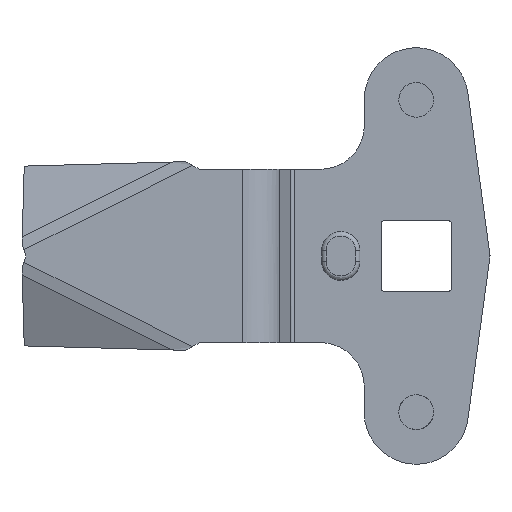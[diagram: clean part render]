
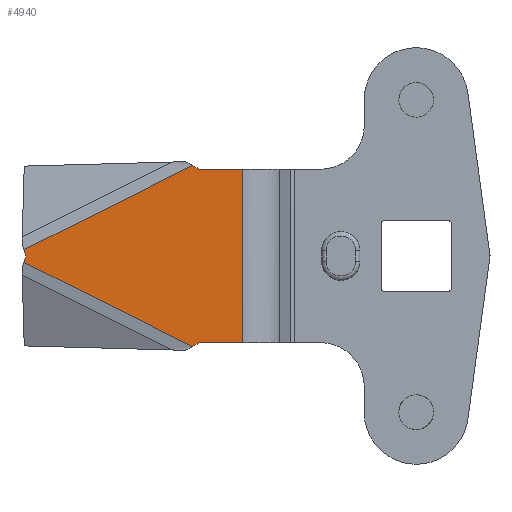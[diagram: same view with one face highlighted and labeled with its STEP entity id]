
A CAD part, front view. The second image highlights one B-rep face of the part: STEP entity #4940.
In plain terms, the highlighted free-form (B-spline) face has degree [1, 1] with [2, 2] control points.
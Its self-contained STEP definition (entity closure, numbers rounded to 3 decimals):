
#2403=CARTESIAN_POINT('',(-20.,-4.,-10.));
#2404=VERTEX_POINT('',#2403);
#2425=CARTESIAN_POINT('',(-20.,-4.,10.));
#2426=VERTEX_POINT('',#2425);
#2440=CARTESIAN_POINT('',(-20.,-4.,-10.));
#2441=CARTESIAN_POINT('',(-20.,-4.,10.));
#2442=QUASI_UNIFORM_CURVE('',1,(#2440,#2441),.UNSPECIFIED.,.F.,.U.);
#2443=EDGE_CURVE('',#2404,#2426,#2442,.T.);
#3638=CARTESIAN_POINT('',(-45.22,-4.,0.719));
#3639=VERTEX_POINT('',#3638);
#3647=CARTESIAN_POINT('',(-25.778,-4.,10.44));
#3648=VERTEX_POINT('',#3647);
#3649=CARTESIAN_POINT('',(-25.778,-4.,10.44));
#3650=CARTESIAN_POINT('',(-45.22,-4.,0.719));
#3651=QUASI_UNIFORM_CURVE('',1,(#3649,#3650),.UNSPECIFIED.,.F.,.U.);
#3652=EDGE_CURVE('',#3648,#3639,#3651,.T.);
#3717=CARTESIAN_POINT('',(-25.778,-4.,-10.44));
#3718=VERTEX_POINT('',#3717);
#3726=CARTESIAN_POINT('',(-45.22,-4.,-0.719));
#3727=VERTEX_POINT('',#3726);
#3728=CARTESIAN_POINT('',(-45.22,-4.,-0.719));
#3729=CARTESIAN_POINT('',(-25.778,-4.,-10.44));
#3730=QUASI_UNIFORM_CURVE('',1,(#3728,#3729),.UNSPECIFIED.,.F.,.U.);
#3731=EDGE_CURVE('',#3727,#3718,#3730,.T.);
#3829=CARTESIAN_POINT('',(-25.,-4.,10.));
#3830=VERTEX_POINT('',#3829);
#3831=CARTESIAN_POINT('',(-25.,-4.,10.));
#3832=CARTESIAN_POINT('',(-25.387,-4.,10.223));
#3833=CARTESIAN_POINT('',(-25.778,-4.,10.44));
#3841=(BOUNDED_CURVE()B_SPLINE_CURVE(2,(#3831,#3832,#3833),.UNSPECIFIED.,.F.,.U.)CURVE()GEOMETRIC_REPRESENTATION_ITEM()QUASI_UNIFORM_CURVE()RATIONAL_B_SPLINE_CURVE((1.0,1.,1.0))REPRESENTATION_ITEM(''));
#3842=EDGE_CURVE('',#3830,#3648,#3841,.T.);
#4104=CARTESIAN_POINT('',(-45.,-4.,0.));
#4105=VERTEX_POINT('',#4104);
#4106=CARTESIAN_POINT('',(-45.22,-4.,-0.719));
#4107=CARTESIAN_POINT('',(-45.111,-4.,-0.359));
#4108=CARTESIAN_POINT('',(-45.,-4.,0.));
#4116=(BOUNDED_CURVE()B_SPLINE_CURVE(2,(#4106,#4107,#4108),.UNSPECIFIED.,.F.,.U.)CURVE()GEOMETRIC_REPRESENTATION_ITEM()QUASI_UNIFORM_CURVE()RATIONAL_B_SPLINE_CURVE((1.0,1.,1.0))REPRESENTATION_ITEM(''));
#4117=EDGE_CURVE('',#3727,#4105,#4116,.T.);
#4143=CARTESIAN_POINT('',(-45.22,-4.,0.719));
#4144=CARTESIAN_POINT('',(-45.111,-4.,0.359));
#4145=CARTESIAN_POINT('',(-45.,-4.,0.));
#4153=(BOUNDED_CURVE()B_SPLINE_CURVE(2,(#4143,#4144,#4145),.UNSPECIFIED.,.F.,.U.)CURVE()GEOMETRIC_REPRESENTATION_ITEM()QUASI_UNIFORM_CURVE()RATIONAL_B_SPLINE_CURVE((1.0,1.,1.0))REPRESENTATION_ITEM(''));
#4154=EDGE_CURVE('',#3639,#4105,#4153,.T.);
#4178=CARTESIAN_POINT('',(-25.,-4.,-10.));
#4179=VERTEX_POINT('',#4178);
#4180=CARTESIAN_POINT('',(-25.778,-4.,-10.44));
#4181=CARTESIAN_POINT('',(-25.387,-4.,-10.223));
#4182=CARTESIAN_POINT('',(-25.,-4.,-10.));
#4190=(BOUNDED_CURVE()B_SPLINE_CURVE(2,(#4180,#4181,#4182),.UNSPECIFIED.,.F.,.U.)CURVE()GEOMETRIC_REPRESENTATION_ITEM()QUASI_UNIFORM_CURVE()RATIONAL_B_SPLINE_CURVE((1.0,1.,1.0))REPRESENTATION_ITEM(''));
#4191=EDGE_CURVE('',#3718,#4179,#4190,.T.);
#4903=CARTESIAN_POINT('',(-20.,-4.,10.));
#4904=CARTESIAN_POINT('',(-25.,-4.,10.));
#4905=QUASI_UNIFORM_CURVE('',1,(#4903,#4904),.UNSPECIFIED.,.F.,.U.);
#4906=EDGE_CURVE('',#2426,#3830,#4905,.T.);
#4920=CARTESIAN_POINT('',(-46.48,-4.,11.483));
#4921=CARTESIAN_POINT('',(-18.74,-4.,11.483));
#4922=CARTESIAN_POINT('',(-46.48,-4.,-11.483));
#4923=CARTESIAN_POINT('',(-18.74,-4.,-11.483));
#4924=B_SPLINE_SURFACE_WITH_KNOTS('',1,1,((#4920,#4922),(#4921,#4923)),.UNSPECIFIED.,.F.,.F.,.U.,(2,2),(2,2),(0.0,27.739),(0.0,22.965),.UNSPECIFIED.);
#4925=CARTESIAN_POINT('',(-25.,-4.,-10.));
#4926=CARTESIAN_POINT('',(-20.,-4.,-10.));
#4927=QUASI_UNIFORM_CURVE('',1,(#4925,#4926),.UNSPECIFIED.,.F.,.U.);
#4928=EDGE_CURVE('',#4179,#2404,#4927,.T.);
#4929=ORIENTED_EDGE('',*,*,#4928,.T.);
#4930=ORIENTED_EDGE('',*,*,#2443,.T.);
#4931=ORIENTED_EDGE('',*,*,#4906,.T.);
#4932=ORIENTED_EDGE('',*,*,#3842,.T.);
#4933=ORIENTED_EDGE('',*,*,#3652,.T.);
#4934=ORIENTED_EDGE('',*,*,#4154,.T.);
#4935=ORIENTED_EDGE('',*,*,#4117,.F.);
#4936=ORIENTED_EDGE('',*,*,#3731,.T.);
#4937=ORIENTED_EDGE('',*,*,#4191,.T.);
#4938=EDGE_LOOP('',(#4929,#4930,#4931,#4932,#4933,#4934,#4935,#4936,#4937));
#4939=FACE_OUTER_BOUND('',#4938,.T.);
#4940=ADVANCED_FACE('',(#4939),#4924,.F.);
